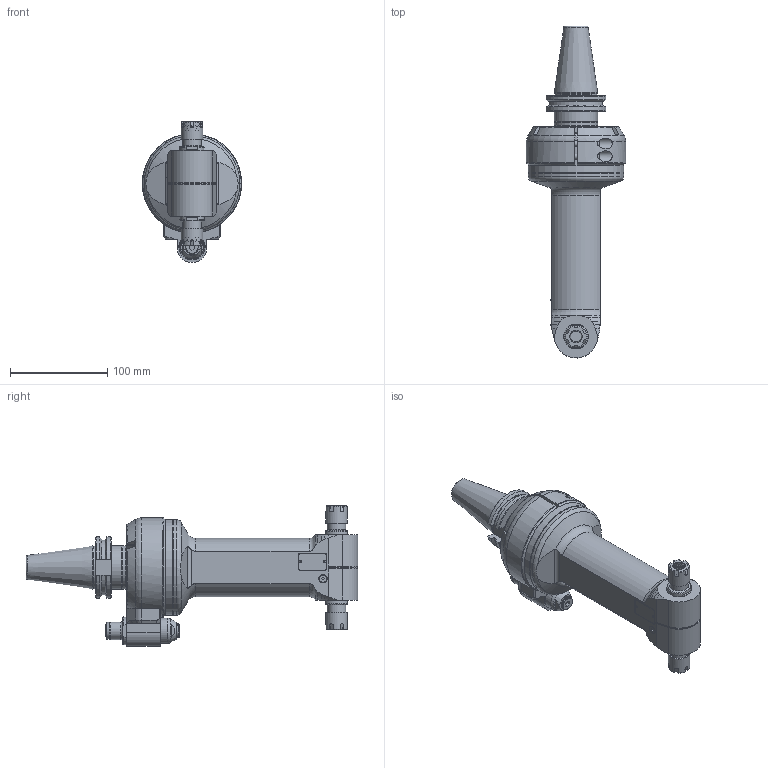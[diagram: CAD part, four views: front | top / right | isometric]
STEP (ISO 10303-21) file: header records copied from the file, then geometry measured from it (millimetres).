
FILE_DESCRIPTION(/* description */ (''),/* implementation_level */ '2;1');
FILE_NAME(/* name */ '9.F90.10L0D-1C40.stp',/* time_stamp */ '2025-11-18T13:41:17-05:00',/* author */ ('jkrenzer'),/* organization */ (''),/* preprocessor_version */ 'ST-DEVELOPER v20',/* originating_system */ 'Autodesk Inventor 2025',/* authorisation */ '');
FILE_SCHEMA (('AUTOMOTIVE_DESIGN { 1 0 10303 214 3 1 1 }'));
Length unit declared in the file: millimetre
Products named in the file (3): 9.F90.10L0D-1C40; 9_F90_10L00_2U; 9_GA1_446_2 (EVO, Type 1, C40, 65mm, 35mm)
Assembly tree (2 placements, depth 2):
  9.F90.10L0D-1C40
    9_F90_10L00_2U
    9_GA1_446_2 (EVO, Type 1, C40, 65mm, 35mm)
Bounding box: 102 x 340.67 x 144.5 mm (x, y, z)
Volume: 1094722.1 mm3; surface area: 151551.9 mm2
Topology: 4 solids, 5 shells, 664 faces, 1667 edges, 1078 vertices
Faces by surface type: plane 307, cylinder 164, cone 148, torus 39, sphere 4, bspline 2
Full cylindrical faces by diameter (mm): 2.5 x3, 2.6 x2, 3 x2, 3.2 x4, 3.3 x2, 4.2 x2, 5 x3, 6 x3, 6.5 x3, 7 x2, 8 x2, 8.5 x1, 8.821 x1, 9 x1, 9.2 x1, 9.525 x1, 10 x4, 10.4 x2, 11 x4, 12 x3, 12.5 x2, 12.8 x3, 13 x1, 13.376 x1, 14 x1, 16.281 x1, 16.6 x2, 16.8 x1, 18 x4, 19 x3
Entity records: 22996 total; most frequent: CARTESIAN_POINT 6961, DIRECTION 3398, ORIENTED_EDGE 3308, EDGE_CURVE 1654, AXIS2_PLACEMENT_3D 1325, VERTEX_POINT 1078, EDGE_LOOP 756, LINE 748
